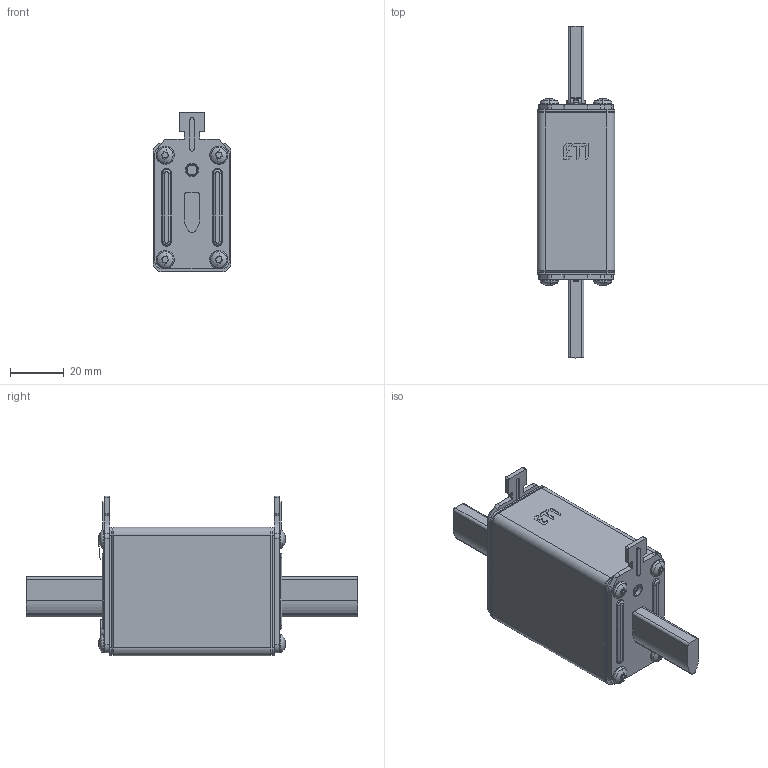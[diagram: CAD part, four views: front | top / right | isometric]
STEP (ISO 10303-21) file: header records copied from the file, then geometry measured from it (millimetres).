
FILE_DESCRIPTION((''),'2;1');
FILE_NAME('0000044565_ASM','2021-10-03T',('said.beganovic'),('Audax d.o.o.'),'CREO PARAMETRIC BY PTC INC, 2017020','CREO PARAMETRIC BY PTC INC, 2017020','');
FILE_SCHEMA(('AUTOMOTIVE_DESIGN { 1 0 10303 214 1 1 1 1 }'));
Length unit declared in the file: millimetre
Products named in the file (12): 0000011541; 0000011548; 0000032466; 0000033441; 0000044563_ASM; 0000033497; 0000044561_ASM; 0000011586_AF0; 0000011599; 0000011580; 0000033225; 0000044565_ASM
Assembly tree (21 placements, depth 3):
  0000044565_ASM
    0000011541
    0000011548  x2
    0000044563_ASM
      0000032466
      0000033441
    0000044561_ASM
      0000033497
      0000033441
    0000011586_AF0
    0000011599  x2
    0000011580
    0000033225  x8
Bounding box: 29 x 124 x 59.5 mm (x, y, z)
Volume: 94913.3 mm3; surface area: 28912.3 mm2
Topology: 19 solids, 37 shells, 1177 faces, 2834 edges, 1728 vertices
Faces by surface type: plane 541, cylinder 489, torus 56, bspline 39, cone 36, sphere 16
Entity records: 31473 total; most frequent: CARTESIAN_POINT 7527, DIRECTION 2866, ORIENTED_EDGE 2580, PRESENTATION_STYLE_ASSIGNMENT 1871, STYLED_ITEM 1820, CURVE_STYLE 1312, EDGE_CURVE 1312, AXIS2_PLACEMENT_3D 1063
